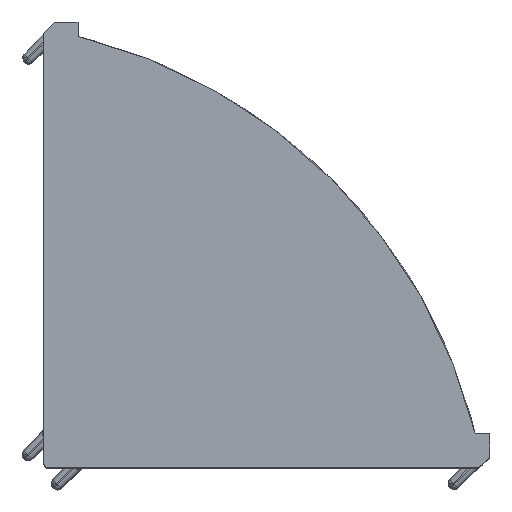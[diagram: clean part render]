
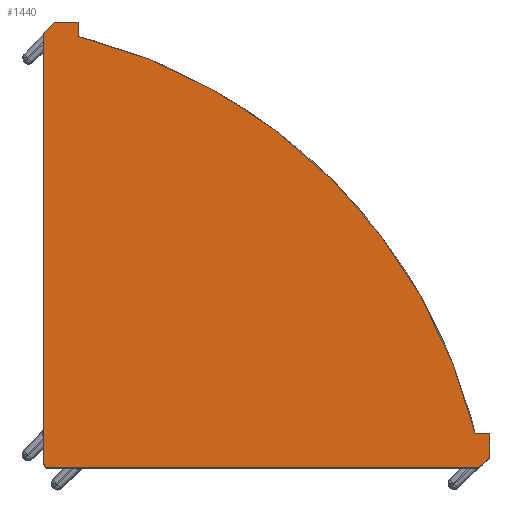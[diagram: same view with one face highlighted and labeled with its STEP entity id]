
A CAD part, top view. The second image highlights one B-rep face of the part: STEP entity #1440.
In plain terms, the highlighted planar face has unit normal (0, 0, 1).
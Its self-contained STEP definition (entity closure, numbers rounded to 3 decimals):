
#39 = DIRECTION ( 'NONE',  ( 0., -1., 0. ) ) ;
#92 = VERTEX_POINT ( 'NONE', #5644 ) ;
#137 = VERTEX_POINT ( 'NONE', #10421 ) ;
#372 = ORIENTED_EDGE ( 'NONE', *, *, #5214, .T. ) ;
#724 = DIRECTION ( 'NONE',  ( -1., 0., 0. ) ) ;
#753 = AXIS2_PLACEMENT_3D ( 'NONE', #26717, #13767, #724 ) ;
#891 = DIRECTION ( 'NONE',  ( 0.731, 0.682, 0. ) ) ;
#1440 = ADVANCED_FACE ( 'NONE', ( #10521 ), #13583, .F. ) ;
#1926 = AXIS2_PLACEMENT_3D ( 'NONE', #8201, #23408, #10370 ) ;
#2008 = CARTESIAN_POINT ( 'NONE',  ( -78.2, 81.951, 43. ) ) ;
#2450 = VERTEX_POINT ( 'NONE', #23702 ) ;
#2670 = CARTESIAN_POINT ( 'NONE',  ( -2.749, 6.5, 43. ) ) ;
#4043 = VECTOR ( 'NONE', #9100, 1000. ) ;
#4119 = VECTOR ( 'NONE', #891, 1000. ) ;
#5214 = EDGE_CURVE ( 'NONE', #92, #137, #27179, .T. ) ;
#5347 = CARTESIAN_POINT ( 'NONE',  ( -82.7, 84.7, 43. ) ) ;
#5490 = EDGE_CURVE ( 'NONE', #137, #21170, #25485, .T. ) ;
#5644 = CARTESIAN_POINT ( 'NONE',  ( -2.145, 0., 43. ) ) ;
#5961 = AXIS2_PLACEMENT_3D ( 'NONE', #14796, #10471, #8330 ) ;
#6340 = VECTOR ( 'NONE', #39, 1000. ) ;
#6608 = CARTESIAN_POINT ( 'NONE',  ( -82.7, 84.7, 43. ) ) ;
#6632 = EDGE_CURVE ( 'NONE', #22839, #9000, #23446, .T. ) ;
#6655 = ORIENTED_EDGE ( 'NONE', *, *, #6747, .T. ) ;
#6674 = ORIENTED_EDGE ( 'NONE', *, *, #20679, .T. ) ;
#6747 = EDGE_CURVE ( 'NONE', #20330, #92, #27098, .T. ) ;
#6935 = CARTESIAN_POINT ( 'NONE',  ( -78.2, 84.7, 43. ) ) ;
#7027 = EDGE_CURVE ( 'NONE', #2450, #20330, #20368, .T. ) ;
#7542 = DIRECTION ( 'NONE',  ( -0.682, -0.731, 0. ) ) ;
#7562 = ORIENTED_EDGE ( 'NONE', *, *, #5490, .T. ) ;
#7681 = VERTEX_POINT ( 'NONE', #2670 ) ;
#8201 = CARTESIAN_POINT ( 'NONE',  ( -83.7, 1., 43. ) ) ;
#8330 = DIRECTION ( 'NONE',  ( -1., 0., 0. ) ) ;
#8434 = DIRECTION ( 'NONE',  ( 0., -1., 0. ) ) ;
#9000 = VERTEX_POINT ( 'NONE', #2008 ) ;
#9032 = EDGE_CURVE ( 'NONE', #10651, #2450, #12110, .T. ) ;
#9100 = DIRECTION ( 'NONE',  ( 1., 0., 0. ) ) ;
#10370 = DIRECTION ( 'NONE',  ( -1., 0., 0. ) ) ;
#10421 = CARTESIAN_POINT ( 'NONE',  ( 0., 2., 43. ) ) ;
#10471 = DIRECTION ( 'NONE',  ( 0., 0., -1. ) ) ;
#10521 = FACE_OUTER_BOUND ( 'NONE', #24565, .T. ) ;
#10651 = VERTEX_POINT ( 'NONE', #21389 ) ;
#10902 = LINE ( 'NONE', #27012, #21827 ) ;
#11786 = LINE ( 'NONE', #5347, #22688 ) ;
#12055 = VERTEX_POINT ( 'NONE', #6608 ) ;
#12110 = LINE ( 'NONE', #15246, #6340 ) ;
#12761 = CARTESIAN_POINT ( 'NONE',  ( 0., 0., 43. ) ) ;
#13482 = CIRCLE ( 'NONE', #753, 103. ) ;
#13583 = PLANE ( 'NONE',  #5961 ) ;
#13767 = DIRECTION ( 'NONE',  ( 0., 0., 1. ) ) ;
#13971 = CARTESIAN_POINT ( 'NONE',  ( 0., 6.5, 43. ) ) ;
#14407 = ORIENTED_EDGE ( 'NONE', *, *, #27003, .T. ) ;
#14796 = CARTESIAN_POINT ( 'NONE',  ( -102.774, -18.074, 43. ) ) ;
#15246 = CARTESIAN_POINT ( 'NONE',  ( -84.7, 0., 43. ) ) ;
#15559 = CARTESIAN_POINT ( 'NONE',  ( 0., 0., 43. ) ) ;
#15891 = ORIENTED_EDGE ( 'NONE', *, *, #6632, .F. ) ;
#15936 = EDGE_CURVE ( 'NONE', #7681, #21170, #28053, .T. ) ;
#16524 = EDGE_CURVE ( 'NONE', #22839, #12055, #10902, .T. ) ;
#17693 = VECTOR ( 'NONE', #8434, 1000. ) ;
#19323 = DIRECTION ( 'NONE',  ( 0., 1., 0. ) ) ;
#19723 = CARTESIAN_POINT ( 'NONE',  ( 0., 6.5, 43. ) ) ;
#20330 = VERTEX_POINT ( 'NONE', #25566 ) ;
#20368 = CIRCLE ( 'NONE', #1926, 1. ) ;
#20679 = EDGE_CURVE ( 'NONE', #12055, #10651, #11786, .T. ) ;
#20774 = ORIENTED_EDGE ( 'NONE', *, *, #16524, .T. ) ;
#20964 = ORIENTED_EDGE ( 'NONE', *, *, #15936, .F. ) ;
#21170 = VERTEX_POINT ( 'NONE', #13971 ) ;
#21389 = CARTESIAN_POINT ( 'NONE',  ( -84.7, 82.555, 43. ) ) ;
#21782 = ORIENTED_EDGE ( 'NONE', *, *, #7027, .T. ) ;
#21827 = VECTOR ( 'NONE', #22805, 1000. ) ;
#22688 = VECTOR ( 'NONE', #7542, 1000. ) ;
#22805 = DIRECTION ( 'NONE',  ( -1., 0., 0. ) ) ;
#22839 = VERTEX_POINT ( 'NONE', #6935 ) ;
#23408 = DIRECTION ( 'NONE',  ( 0., 0., 1. ) ) ;
#23446 = LINE ( 'NONE', #23634, #17693 ) ;
#23634 = CARTESIAN_POINT ( 'NONE',  ( -78.2, 84.7, 43. ) ) ;
#23702 = CARTESIAN_POINT ( 'NONE',  ( -84.7, 1., 43. ) ) ;
#24565 = EDGE_LOOP ( 'NONE', ( #20964, #14407, #15891, #20774, #6674, #26225, #21782, #6655, #372, #7562 ) ) ;
#25485 = LINE ( 'NONE', #12761, #26160 ) ;
#25566 = CARTESIAN_POINT ( 'NONE',  ( -83.7, 0., 43. ) ) ;
#26160 = VECTOR ( 'NONE', #19323, 1000. ) ;
#26225 = ORIENTED_EDGE ( 'NONE', *, *, #9032, .T. ) ;
#26397 = DIRECTION ( 'NONE',  ( 1., 0., 0. ) ) ;
#26717 = CARTESIAN_POINT ( 'NONE',  ( -102.774, -18.074, 43. ) ) ;
#26853 = CARTESIAN_POINT ( 'NONE',  ( -2.145, 0., 43. ) ) ;
#27003 = EDGE_CURVE ( 'NONE', #7681, #9000, #13482, .T. ) ;
#27012 = CARTESIAN_POINT ( 'NONE',  ( -77.2, 84.7, 43. ) ) ;
#27098 = LINE ( 'NONE', #15559, #4043 ) ;
#27179 = LINE ( 'NONE', #26853, #4119 ) ;
#27390 = VECTOR ( 'NONE', #26397, 1000. ) ;
#28053 = LINE ( 'NONE', #19723, #27390 ) ;
